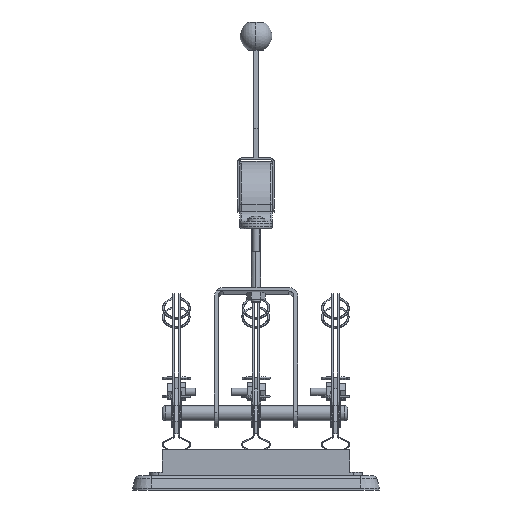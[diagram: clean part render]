
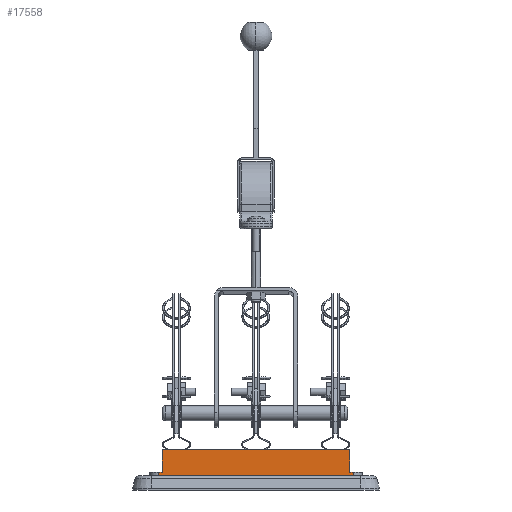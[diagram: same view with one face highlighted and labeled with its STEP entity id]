
A CAD part, front view. The second image highlights one B-rep face of the part: STEP entity #17558.
In plain terms, the highlighted planar face has unit normal (0, -1, 0).
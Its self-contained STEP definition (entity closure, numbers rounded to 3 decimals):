
#335 = CARTESIAN_POINT ( 'NONE',  ( 100., -142., 43. ) ) ;
#378 = VERTEX_POINT ( 'NONE', #17080 ) ;
#950 = DIRECTION ( 'NONE',  ( 1., 0., 0. ) ) ;
#1432 = ORIENTED_EDGE ( 'NONE', *, *, #26282, .F. ) ;
#2196 = EDGE_CURVE ( 'NONE', #28510, #13470, #3046, .T. ) ;
#3046 = LINE ( 'NONE', #20815, #5381 ) ;
#3357 = VERTEX_POINT ( 'NONE', #22416 ) ;
#3760 = CARTESIAN_POINT ( 'NONE',  ( 104., -142., 19. ) ) ;
#3950 = VECTOR ( 'NONE', #29979, 1000. ) ;
#4273 = VECTOR ( 'NONE', #6947, 1000. ) ;
#4795 = FACE_OUTER_BOUND ( 'NONE', #7756, .T. ) ;
#5381 = VECTOR ( 'NONE', #6037, 1000. ) ;
#6031 = ORIENTED_EDGE ( 'NONE', *, *, #19402, .T. ) ;
#6037 = DIRECTION ( 'NONE',  ( 1., 0., 0. ) ) ;
#6490 = CARTESIAN_POINT ( 'NONE',  ( -104., -142., 43. ) ) ;
#6722 = ORIENTED_EDGE ( 'NONE', *, *, #13514, .F. ) ;
#6947 = DIRECTION ( 'NONE',  ( 0., 0., 1. ) ) ;
#7519 = DIRECTION ( 'NONE',  ( 0., 0., -1. ) ) ;
#7640 = LINE ( 'NONE', #28814, #22358 ) ;
#7756 = EDGE_LOOP ( 'NONE', ( #11628, #6031, #15437, #27857, #26989, #1432, #6722, #13939 ) ) ;
#10001 = CARTESIAN_POINT ( 'NONE',  ( -104., -142., 15. ) ) ;
#10450 = LINE ( 'NONE', #12660, #3950 ) ;
#10814 = VECTOR ( 'NONE', #7519, 1000. ) ;
#10862 = VECTOR ( 'NONE', #17252, 1000. ) ;
#11351 = EDGE_CURVE ( 'NONE', #18277, #378, #10450, .T. ) ;
#11413 = CARTESIAN_POINT ( 'NONE',  ( -100., -142., 43. ) ) ;
#11628 = ORIENTED_EDGE ( 'NONE', *, *, #31497, .F. ) ;
#12660 = CARTESIAN_POINT ( 'NONE',  ( -100., -142., 43. ) ) ;
#12779 = LINE ( 'NONE', #335, #10814 ) ;
#13066 = VERTEX_POINT ( 'NONE', #10001 ) ;
#13199 = CARTESIAN_POINT ( 'NONE',  ( -114., -142., 19. ) ) ;
#13470 = VERTEX_POINT ( 'NONE', #3760 ) ;
#13514 = EDGE_CURVE ( 'NONE', #18277, #29499, #7640, .T. ) ;
#13939 = ORIENTED_EDGE ( 'NONE', *, *, #11351, .T. ) ;
#13977 = DIRECTION ( 'NONE',  ( 1., 0., 0. ) ) ;
#15437 = ORIENTED_EDGE ( 'NONE', *, *, #25591, .T. ) ;
#17080 = CARTESIAN_POINT ( 'NONE',  ( -100., -142., 19. ) ) ;
#17252 = DIRECTION ( 'NONE',  ( 0., 0., -1. ) ) ;
#17558 = ADVANCED_FACE ( 'NONE', ( #4795 ), #20024, .F. ) ;
#18277 = VERTEX_POINT ( 'NONE', #11413 ) ;
#18930 = AXIS2_PLACEMENT_3D ( 'NONE', #24994, #29680, #27148 ) ;
#19402 = EDGE_CURVE ( 'NONE', #26089, #13066, #24047, .T. ) ;
#19815 = CARTESIAN_POINT ( 'NONE',  ( 100., -142., 19. ) ) ;
#20024 = PLANE ( 'NONE',  #18930 ) ;
#20077 = LINE ( 'NONE', #13199, #25886 ) ;
#20815 = CARTESIAN_POINT ( 'NONE',  ( 114., -142., 19. ) ) ;
#21840 = CARTESIAN_POINT ( 'NONE',  ( 104., -142., 43. ) ) ;
#22358 = VECTOR ( 'NONE', #13977, 1000. ) ;
#22416 = CARTESIAN_POINT ( 'NONE',  ( 104., -142., 15. ) ) ;
#23583 = CARTESIAN_POINT ( 'NONE',  ( -104., -142., 19. ) ) ;
#23947 = DIRECTION ( 'NONE',  ( 1., 0., 0. ) ) ;
#23973 = LINE ( 'NONE', #21840, #4273 ) ;
#24047 = LINE ( 'NONE', #6490, #10862 ) ;
#24868 = CARTESIAN_POINT ( 'NONE',  ( 100., -142., 43. ) ) ;
#24994 = CARTESIAN_POINT ( 'NONE',  ( -100., -142., 43. ) ) ;
#25184 = LINE ( 'NONE', #26740, #29871 ) ;
#25591 = EDGE_CURVE ( 'NONE', #13066, #3357, #25184, .T. ) ;
#25886 = VECTOR ( 'NONE', #950, 1000. ) ;
#26089 = VERTEX_POINT ( 'NONE', #23583 ) ;
#26282 = EDGE_CURVE ( 'NONE', #29499, #28510, #12779, .T. ) ;
#26740 = CARTESIAN_POINT ( 'NONE',  ( -100., -142., 15. ) ) ;
#26989 = ORIENTED_EDGE ( 'NONE', *, *, #2196, .F. ) ;
#27148 = DIRECTION ( 'NONE',  ( 0., 0., 1. ) ) ;
#27857 = ORIENTED_EDGE ( 'NONE', *, *, #30891, .T. ) ;
#28510 = VERTEX_POINT ( 'NONE', #19815 ) ;
#28814 = CARTESIAN_POINT ( 'NONE',  ( -100., -142., 43. ) ) ;
#29499 = VERTEX_POINT ( 'NONE', #24868 ) ;
#29680 = DIRECTION ( 'NONE',  ( 0., 1., 0. ) ) ;
#29871 = VECTOR ( 'NONE', #23947, 1000. ) ;
#29979 = DIRECTION ( 'NONE',  ( 0., 0., -1. ) ) ;
#30891 = EDGE_CURVE ( 'NONE', #3357, #13470, #23973, .T. ) ;
#31497 = EDGE_CURVE ( 'NONE', #26089, #378, #20077, .T. ) ;
